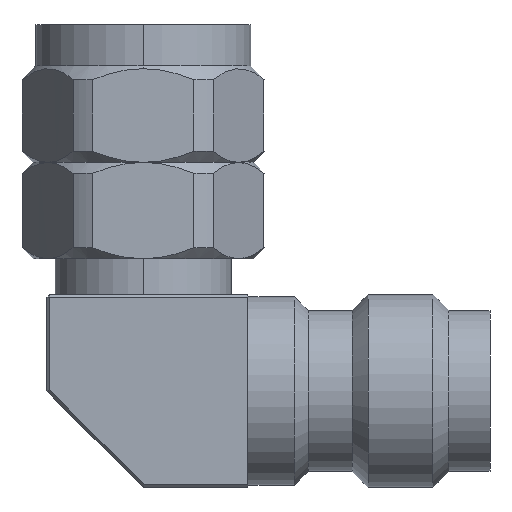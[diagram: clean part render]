
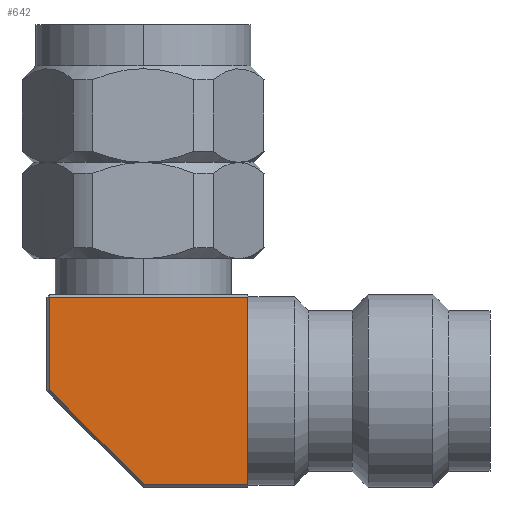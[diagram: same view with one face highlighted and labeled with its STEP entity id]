
A CAD part, left-side view. The second image highlights one B-rep face of the part: STEP entity #642.
In plain terms, the highlighted planar face has unit normal (-1, 0, 0).
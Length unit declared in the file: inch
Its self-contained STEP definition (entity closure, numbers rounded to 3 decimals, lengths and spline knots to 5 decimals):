
#332 = EDGE_CURVE ( 'NONE', #2398, #2319, #390, .T. ) ;
#360 = CARTESIAN_POINT ( 'NONE',  ( -0.05275, 0.3076, 0.68071 ) ) ;
#382 = EDGE_CURVE ( 'NONE', #473, #2398, #2326, .T. ) ;
#390 = LINE ( 'NONE', #2240, #3783 ) ;
#473 = VERTEX_POINT ( 'NONE', #1840 ) ;
#531 = EDGE_CURVE ( 'NONE', #473, #2702, #5513, .T. ) ;
#642 = ADVANCED_FACE ( 'NONE', ( #3432 ), #4345, .F. ) ;
#833 = EDGE_CURVE ( 'NONE', #2525, #2702, #4227, .T. ) ;
#910 = AXIS2_PLACEMENT_3D ( 'NONE', #5252, #1151, #2979 ) ;
#998 = CARTESIAN_POINT ( 'NONE',  ( -0.05275, 0.31154, 0.68071 ) ) ;
#1151 = DIRECTION ( 'NONE',  ( 1., 0., 0. ) ) ;
#1275 = DIRECTION ( 'NONE',  ( 0., 0., -1. ) ) ;
#1392 = VECTOR ( 'NONE', #4920, 39.37008 ) ;
#1477 = CARTESIAN_POINT ( 'NONE',  ( -0.05275, -0.0546, 0.41299 ) ) ;
#1644 = LINE ( 'NONE', #5291, #2808 ) ;
#1840 = CARTESIAN_POINT ( 'NONE',  ( -0.05275, 0.02414, 0.68071 ) ) ;
#1915 = DIRECTION ( 'NONE',  ( 0., 1., 0. ) ) ;
#2150 = VECTOR ( 'NONE', #1915, 39.37008 ) ;
#2240 = CARTESIAN_POINT ( 'NONE',  ( -0.05275, 0.3076, 0.40906 ) ) ;
#2319 = VERTEX_POINT ( 'NONE', #4545 ) ;
#2326 = LINE ( 'NONE', #998, #2150 ) ;
#2398 = VERTEX_POINT ( 'NONE', #360 ) ;
#2525 = VERTEX_POINT ( 'NONE', #5731 ) ;
#2546 = VECTOR ( 'NONE', #3781, 39.37008 ) ;
#2610 = ORIENTED_EDGE ( 'NONE', *, *, #5169, .T. ) ;
#2702 = VERTEX_POINT ( 'NONE', #3204 ) ;
#2808 = VECTOR ( 'NONE', #2995, 39.37008 ) ;
#2979 = DIRECTION ( 'NONE',  ( 0., 1., 0. ) ) ;
#2995 = DIRECTION ( 'NONE',  ( 0., -0.707, -0.707 ) ) ;
#3094 = CARTESIAN_POINT ( 'NONE',  ( -0.05275, 0.02414, 0.40906 ) ) ;
#3204 = CARTESIAN_POINT ( 'NONE',  ( -0.05275, 0.02414, 0.41299 ) ) ;
#3337 = ORIENTED_EDGE ( 'NONE', *, *, #833, .T. ) ;
#3432 = FACE_OUTER_BOUND ( 'NONE', #4598, .T. ) ;
#3695 = ORIENTED_EDGE ( 'NONE', *, *, #531, .F. ) ;
#3781 = DIRECTION ( 'NONE',  ( 0., -1., 0. ) ) ;
#3783 = VECTOR ( 'NONE', #1275, 39.37008 ) ;
#4227 = LINE ( 'NONE', #1477, #2546 ) ;
#4345 = PLANE ( 'NONE',  #910 ) ;
#4545 = CARTESIAN_POINT ( 'NONE',  ( -0.05275, 0.3076, 0.54848 ) ) ;
#4598 = EDGE_LOOP ( 'NONE', ( #2610, #3337, #3695, #5095, #4682 ) ) ;
#4682 = ORIENTED_EDGE ( 'NONE', *, *, #332, .T. ) ;
#4920 = DIRECTION ( 'NONE',  ( 0., 0., -1. ) ) ;
#5095 = ORIENTED_EDGE ( 'NONE', *, *, #382, .T. ) ;
#5169 = EDGE_CURVE ( 'NONE', #2319, #2525, #1644, .T. ) ;
#5252 = CARTESIAN_POINT ( 'NONE',  ( -0.05275, -0.0546, 0.40906 ) ) ;
#5291 = CARTESIAN_POINT ( 'NONE',  ( -0.05275, 0.17096, 0.41184 ) ) ;
#5513 = LINE ( 'NONE', #3094, #1392 ) ;
#5731 = CARTESIAN_POINT ( 'NONE',  ( -0.05275, 0.17212, 0.41299 ) ) ;
